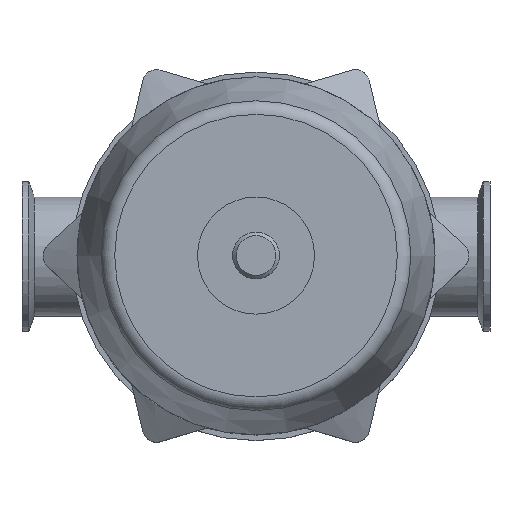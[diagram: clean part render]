
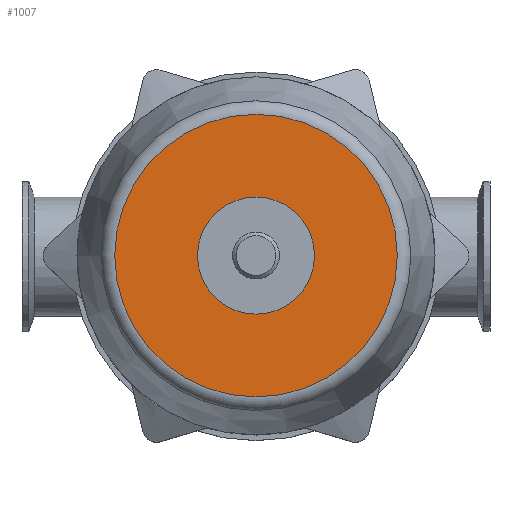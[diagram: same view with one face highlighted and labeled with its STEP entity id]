
A CAD part, top view. The second image highlights one B-rep face of the part: STEP entity #1007.
In plain terms, the highlighted planar face has unit normal (0, 0, 1).
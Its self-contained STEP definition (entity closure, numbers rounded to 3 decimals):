
#17=FACE_BOUND('',#220,.T.);
#61=CIRCLE('',#1107,60.394);
#62=CIRCLE('',#1109,25.);
#153=FACE_OUTER_BOUND('',#219,.T.);
#219=EDGE_LOOP('',(#770));
#220=EDGE_LOOP('',(#771));
#469=VERTEX_POINT('',#1874);
#470=VERTEX_POINT('',#1878);
#585=EDGE_CURVE('',#469,#469,#61,.T.);
#586=EDGE_CURVE('',#470,#470,#62,.T.);
#770=ORIENTED_EDGE('',*,*,#585,.F.);
#771=ORIENTED_EDGE('',*,*,#586,.T.);
#967=PLANE('',#1108);
#1007=ADVANCED_FACE('',(#153,#17),#967,.T.);
#1107=AXIS2_PLACEMENT_3D('',#1876,#1306,#1307);
#1108=AXIS2_PLACEMENT_3D('',#1877,#1308,#1309);
#1109=AXIS2_PLACEMENT_3D('',#1879,#1310,#1311);
#1306=DIRECTION('center_axis',(0.,0.,-1.));
#1307=DIRECTION('ref_axis',(1.,0.,0.));
#1308=DIRECTION('center_axis',(0.,0.,1.));
#1309=DIRECTION('ref_axis',(1.,0.,0.));
#1310=DIRECTION('center_axis',(0.,0.,-1.));
#1311=DIRECTION('ref_axis',(-1.,0.,0.));
#1874=CARTESIAN_POINT('',(60.394,0.,233.));
#1876=CARTESIAN_POINT('Origin',(0.,0.,233.));
#1877=CARTESIAN_POINT('Origin',(-45.,0.,233.));
#1878=CARTESIAN_POINT('',(25.,0.,233.));
#1879=CARTESIAN_POINT('Origin',(0.,0.,233.));
